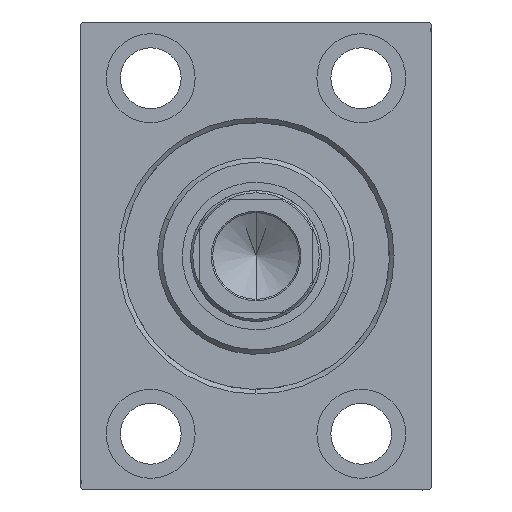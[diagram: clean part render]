
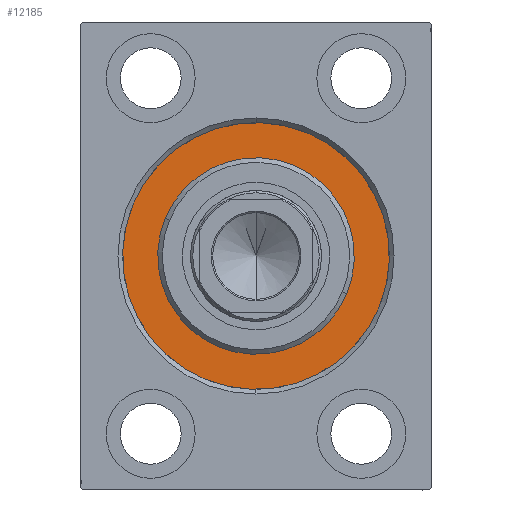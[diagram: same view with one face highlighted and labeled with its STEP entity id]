
A CAD part, left-side view. The second image highlights one B-rep face of the part: STEP entity #12185.
In plain terms, the highlighted face is planar.
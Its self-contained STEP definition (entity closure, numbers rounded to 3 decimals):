
#2504 = CIRCLE ( 'NONE', #18154, 28.5 ) ;
#2597 = AXIS2_PLACEMENT_3D ( 'NONE', #37989, #4528, #4317 ) ;
#4017 = AXIS2_PLACEMENT_3D ( 'NONE', #14588, #34658, #38428 ) ;
#4317 = DIRECTION ( 'NONE',  ( 0., 0., -1. ) ) ;
#4340 = EDGE_LOOP ( 'NONE', ( #35617, #18277 ) ) ;
#4528 = DIRECTION ( 'NONE',  ( 1., 0., 0. ) ) ;
#5797 = EDGE_LOOP ( 'NONE', ( #6819, #16010 ) ) ;
#6819 = ORIENTED_EDGE ( 'NONE', *, *, #13307, .F. ) ;
#7413 = VERTEX_POINT ( 'NONE', #16856 ) ;
#9569 = EDGE_CURVE ( 'NONE', #7413, #11550, #2504, .T. ) ;
#11361 = DIRECTION ( 'NONE',  ( -1., 0., 0. ) ) ;
#11550 = VERTEX_POINT ( 'NONE', #25401 ) ;
#12185 = ADVANCED_FACE ( 'NONE', ( #29523, #19264 ), #15709, .F. ) ;
#13301 = CARTESIAN_POINT ( 'NONE',  ( 0., 0., 21. ) ) ;
#13307 = EDGE_CURVE ( 'NONE', #32205, #28019, #36085, .T. ) ;
#13328 = EDGE_CURVE ( 'NONE', #28019, #32205, #30387, .T. ) ;
#14588 = CARTESIAN_POINT ( 'NONE',  ( 0., 0., 0. ) ) ;
#15709 = PLANE ( 'NONE',  #24654 ) ;
#16010 = ORIENTED_EDGE ( 'NONE', *, *, #13328, .F. ) ;
#16216 = DIRECTION ( 'NONE',  ( -1., 0., 0. ) ) ;
#16856 = CARTESIAN_POINT ( 'NONE',  ( 0., 0., 28.5 ) ) ;
#18154 = AXIS2_PLACEMENT_3D ( 'NONE', #33377, #16216, #29815 ) ;
#18277 = ORIENTED_EDGE ( 'NONE', *, *, #9569, .F. ) ;
#19264 = FACE_OUTER_BOUND ( 'NONE', #4340, .T. ) ;
#20081 = CARTESIAN_POINT ( 'NONE',  ( 0., 0., -21. ) ) ;
#20520 = DIRECTION ( 'NONE',  ( 0., 0., 1. ) ) ;
#20949 = CARTESIAN_POINT ( 'NONE',  ( 0., 0., 0. ) ) ;
#23049 = CIRCLE ( 'NONE', #30150, 28.5 ) ;
#24654 = AXIS2_PLACEMENT_3D ( 'NONE', #39540, #32875, #29970 ) ;
#25122 = EDGE_CURVE ( 'NONE', #11550, #7413, #23049, .T. ) ;
#25401 = CARTESIAN_POINT ( 'NONE',  ( 0., 0., -28.5 ) ) ;
#28019 = VERTEX_POINT ( 'NONE', #20081 ) ;
#29523 = FACE_BOUND ( 'NONE', #5797, .T. ) ;
#29815 = DIRECTION ( 'NONE',  ( 0., 0., 1. ) ) ;
#29970 = DIRECTION ( 'NONE',  ( 0., 0., 1. ) ) ;
#30150 = AXIS2_PLACEMENT_3D ( 'NONE', #20949, #11361, #20520 ) ;
#30387 = CIRCLE ( 'NONE', #4017, 21. ) ;
#32205 = VERTEX_POINT ( 'NONE', #13301 ) ;
#32875 = DIRECTION ( 'NONE',  ( -1., 0., 0. ) ) ;
#33377 = CARTESIAN_POINT ( 'NONE',  ( 0., 0., 0. ) ) ;
#34658 = DIRECTION ( 'NONE',  ( 1., 0., 0. ) ) ;
#35617 = ORIENTED_EDGE ( 'NONE', *, *, #25122, .F. ) ;
#36085 = CIRCLE ( 'NONE', #2597, 21. ) ;
#37989 = CARTESIAN_POINT ( 'NONE',  ( 0., 0., 0. ) ) ;
#38428 = DIRECTION ( 'NONE',  ( 0., 0., -1. ) ) ;
#39540 = CARTESIAN_POINT ( 'NONE',  ( 0., 0., 0. ) ) ;
